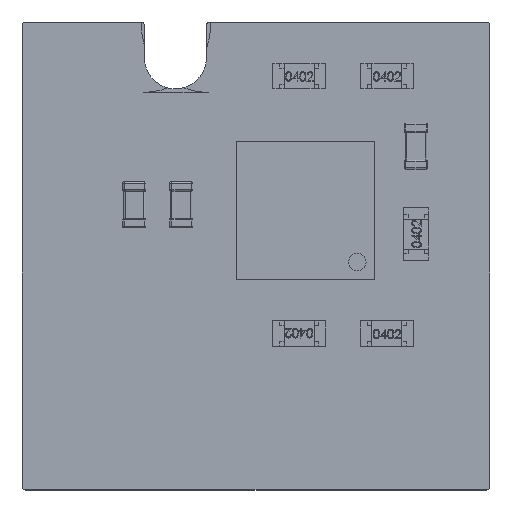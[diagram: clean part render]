
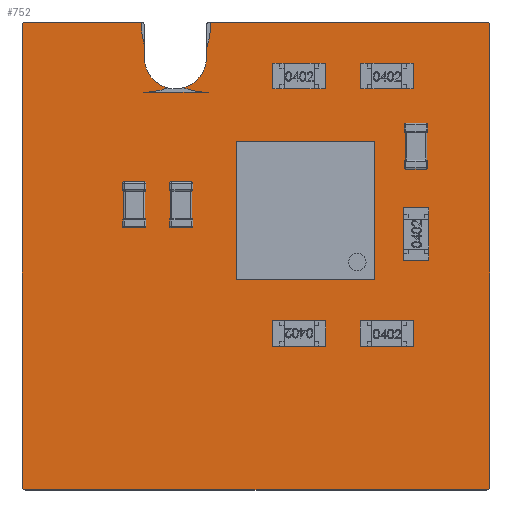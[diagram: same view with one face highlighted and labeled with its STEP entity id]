
A CAD part, top view. The second image highlights one B-rep face of the part: STEP entity #752.
In plain terms, the highlighted planar face has unit normal (0, 0, 1).
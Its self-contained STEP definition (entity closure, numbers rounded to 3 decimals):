
#121 = VERTEX_POINT('',#122);
#122 = CARTESIAN_POINT('',(-0.077,0.,0.752));
#128 = EDGE_CURVE('',#121,#129,#131,.T.);
#129 = VERTEX_POINT('',#130);
#130 = CARTESIAN_POINT('',(0.,-0.077,
    0.752));
#131 = CIRCLE('',#132,0.079);
#132 = AXIS2_PLACEMENT_3D('',#133,#134,#135);
#133 = CARTESIAN_POINT('',(0.002,0.002,
    0.752));
#134 = DIRECTION('',(0.,0.,1.));
#135 = DIRECTION('',(-1.,-0.02,0.));
#161 = EDGE_CURVE('',#129,#162,#164,.T.);
#162 = VERTEX_POINT('',#163);
#163 = CARTESIAN_POINT('',(10.,-0.077,0.752));
#164 = LINE('',#165,#166);
#165 = CARTESIAN_POINT('',(0.,-0.077,0.752));
#166 = VECTOR('',#167,1.);
#167 = DIRECTION('',(1.,0.,0.));
#192 = EDGE_CURVE('',#162,#193,#195,.T.);
#193 = VERTEX_POINT('',#194);
#194 = CARTESIAN_POINT('',(10.077,0.,0.752)
  );
#195 = CIRCLE('',#196,0.079);
#196 = AXIS2_PLACEMENT_3D('',#197,#198,#199);
#197 = CARTESIAN_POINT('',(9.998,0.002,0.752));
#198 = DIRECTION('',(0.,0.,1.));
#199 = DIRECTION('',(0.02,-1.,0.));
#225 = EDGE_CURVE('',#193,#226,#228,.T.);
#226 = VERTEX_POINT('',#227);
#227 = CARTESIAN_POINT('',(10.077,10.,0.752));
#228 = LINE('',#229,#230);
#229 = CARTESIAN_POINT('',(10.077,0.,0.752));
#230 = VECTOR('',#231,1.);
#231 = DIRECTION('',(0.,1.,0.));
#256 = EDGE_CURVE('',#226,#257,#259,.T.);
#257 = VERTEX_POINT('',#258);
#258 = CARTESIAN_POINT('',(10.,10.077,0.752));
#259 = CIRCLE('',#260,0.079);
#260 = AXIS2_PLACEMENT_3D('',#261,#262,#263);
#261 = CARTESIAN_POINT('',(9.998,9.998,0.752));
#262 = DIRECTION('',(0.,0.,1.));
#263 = DIRECTION('',(1.,0.02,0.));
#289 = EDGE_CURVE('',#257,#290,#292,.T.);
#290 = VERTEX_POINT('',#291);
#291 = CARTESIAN_POINT('',(4.011,10.077,0.752));
#292 = LINE('',#293,#294);
#293 = CARTESIAN_POINT('',(10.,10.077,0.752));
#294 = VECTOR('',#295,1.);
#295 = DIRECTION('',(-1.,0.,0.));
#322 = VERTEX_POINT('',#323);
#323 = CARTESIAN_POINT('',(3.923,9.498,0.752));
#329 = EDGE_CURVE('',#322,#290,#330,.T.);
#330 = CIRCLE('',#331,1.45);
#331 = AXIS2_PLACEMENT_3D('',#332,#333,#334);
#332 = CARTESIAN_POINT('',(2.563,10.,0.752));
#333 = DIRECTION('',(0.,0.,1.));
#334 = DIRECTION('',(0.,-1.,0.));
#353 = EDGE_CURVE('',#322,#354,#356,.T.);
#354 = VERTEX_POINT('',#355);
#355 = CARTESIAN_POINT('',(3.923,9.3,0.752));
#356 = LINE('',#357,#358);
#357 = CARTESIAN_POINT('',(3.923,10.,0.752));
#358 = VECTOR('',#359,1.);
#359 = DIRECTION('',(0.,-1.,0.));
#384 = EDGE_CURVE('',#354,#385,#387,.T.);
#385 = VERTEX_POINT('',#386);
#386 = CARTESIAN_POINT('',(3.43,8.651,0.752));
#387 = CIRCLE('',#388,0.673);
#388 = AXIS2_PLACEMENT_3D('',#389,#390,#391);
#389 = CARTESIAN_POINT('',(3.25,9.3,0.752));
#390 = DIRECTION('',(0.,0.,-1.));
#391 = DIRECTION('',(1.,0.,0.));
#417 = EDGE_CURVE('',#385,#418,#420,.T.);
#418 = VERTEX_POINT('',#419);
#419 = CARTESIAN_POINT('',(3.963,8.55,0.752));
#420 = CIRCLE('',#421,1.45);
#421 = AXIS2_PLACEMENT_3D('',#422,#423,#424);
#422 = CARTESIAN_POINT('',(3.963,10.,0.752));
#423 = DIRECTION('',(0.,0.,1.));
#424 = DIRECTION('',(0.,1.,0.));
#450 = EDGE_CURVE('',#418,#451,#453,.T.);
#451 = VERTEX_POINT('',#452);
#452 = CARTESIAN_POINT('',(2.563,8.55,0.752));
#453 = LINE('',#454,#455);
#454 = CARTESIAN_POINT('',(3.963,8.55,0.752));
#455 = VECTOR('',#456,1.);
#456 = DIRECTION('',(-1.,0.,0.));
#481 = EDGE_CURVE('',#451,#482,#484,.T.);
#482 = VERTEX_POINT('',#483);
#483 = CARTESIAN_POINT('',(3.085,8.647,0.752));
#484 = CIRCLE('',#485,1.45);
#485 = AXIS2_PLACEMENT_3D('',#486,#487,#488);
#486 = CARTESIAN_POINT('',(2.563,10.,0.752));
#487 = DIRECTION('',(0.,0.,1.));
#488 = DIRECTION('',(0.,-1.,0.));
#514 = EDGE_CURVE('',#482,#515,#517,.T.);
#515 = VERTEX_POINT('',#516);
#516 = CARTESIAN_POINT('',(2.577,9.3,0.752));
#517 = CIRCLE('',#518,0.673);
#518 = AXIS2_PLACEMENT_3D('',#519,#520,#521);
#519 = CARTESIAN_POINT('',(3.25,9.3,0.752));
#520 = DIRECTION('',(0.,0.,-1.));
#521 = DIRECTION('',(1.,0.,0.));
#547 = EDGE_CURVE('',#515,#548,#550,.T.);
#548 = VERTEX_POINT('',#549);
#549 = CARTESIAN_POINT('',(2.577,9.573,0.752));
#550 = LINE('',#551,#552);
#551 = CARTESIAN_POINT('',(2.577,9.3,0.752));
#552 = VECTOR('',#553,1.);
#553 = DIRECTION('',(0.,1.,0.));
#580 = VERTEX_POINT('',#581);
#581 = CARTESIAN_POINT('',(2.515,10.075,0.752));
#587 = EDGE_CURVE('',#580,#548,#588,.T.);
#588 = CIRCLE('',#589,1.45);
#589 = AXIS2_PLACEMENT_3D('',#590,#591,#592);
#590 = CARTESIAN_POINT('',(3.963,10.,0.752));
#591 = DIRECTION('',(0.,0.,1.));
#592 = DIRECTION('',(0.,1.,0.));
#611 = EDGE_CURVE('',#580,#612,#614,.T.);
#612 = VERTEX_POINT('',#613);
#613 = CARTESIAN_POINT('',(2.5,10.077,0.752));
#614 = CIRCLE('',#615,0.079);
#615 = AXIS2_PLACEMENT_3D('',#616,#617,#618);
#616 = CARTESIAN_POINT('',(2.498,9.998,0.752));
#617 = DIRECTION('',(0.,0.,1.));
#618 = DIRECTION('',(1.,0.02,0.));
#644 = EDGE_CURVE('',#612,#645,#647,.T.);
#645 = VERTEX_POINT('',#646);
#646 = CARTESIAN_POINT('',(0.,10.077,0.752)
  );
#647 = LINE('',#648,#649);
#648 = CARTESIAN_POINT('',(2.5,10.077,0.752));
#649 = VECTOR('',#650,1.);
#650 = DIRECTION('',(-1.,0.,0.));
#675 = EDGE_CURVE('',#645,#676,#678,.T.);
#676 = VERTEX_POINT('',#677);
#677 = CARTESIAN_POINT('',(-0.077,10.,0.752));
#678 = CIRCLE('',#679,0.079);
#679 = AXIS2_PLACEMENT_3D('',#680,#681,#682);
#680 = CARTESIAN_POINT('',(0.002,9.998,0.752));
#681 = DIRECTION('',(0.,0.,1.));
#682 = DIRECTION('',(-0.02,1.,0.));
#708 = EDGE_CURVE('',#676,#121,#709,.T.);
#709 = LINE('',#710,#711);
#710 = CARTESIAN_POINT('',(-0.077,10.,0.752));
#711 = VECTOR('',#712,1.);
#712 = DIRECTION('',(0.,-1.,0.));
#752 = ADVANCED_FACE('',(#753),#774,.F.);
#753 = FACE_BOUND('',#754,.F.);
#754 = EDGE_LOOP('',(#755,#756,#757,#758,#759,#760,#761,#762,#763,#764,
    #765,#766,#767,#768,#769,#770,#771,#772,#773));
#755 = ORIENTED_EDGE('',*,*,#128,.F.);
#756 = ORIENTED_EDGE('',*,*,#708,.F.);
#757 = ORIENTED_EDGE('',*,*,#675,.F.);
#758 = ORIENTED_EDGE('',*,*,#644,.F.);
#759 = ORIENTED_EDGE('',*,*,#611,.F.);
#760 = ORIENTED_EDGE('',*,*,#587,.T.);
#761 = ORIENTED_EDGE('',*,*,#547,.F.);
#762 = ORIENTED_EDGE('',*,*,#514,.F.);
#763 = ORIENTED_EDGE('',*,*,#481,.F.);
#764 = ORIENTED_EDGE('',*,*,#450,.F.);
#765 = ORIENTED_EDGE('',*,*,#417,.F.);
#766 = ORIENTED_EDGE('',*,*,#384,.F.);
#767 = ORIENTED_EDGE('',*,*,#353,.F.);
#768 = ORIENTED_EDGE('',*,*,#329,.T.);
#769 = ORIENTED_EDGE('',*,*,#289,.F.);
#770 = ORIENTED_EDGE('',*,*,#256,.F.);
#771 = ORIENTED_EDGE('',*,*,#225,.F.);
#772 = ORIENTED_EDGE('',*,*,#192,.F.);
#773 = ORIENTED_EDGE('',*,*,#161,.F.);
#774 = PLANE('',#775);
#775 = AXIS2_PLACEMENT_3D('',#776,#777,#778);
#776 = CARTESIAN_POINT('',(-0.077,0.,0.752));
#777 = DIRECTION('',(0.,0.,-1.));
#778 = DIRECTION('',(-1.,0.,0.));
